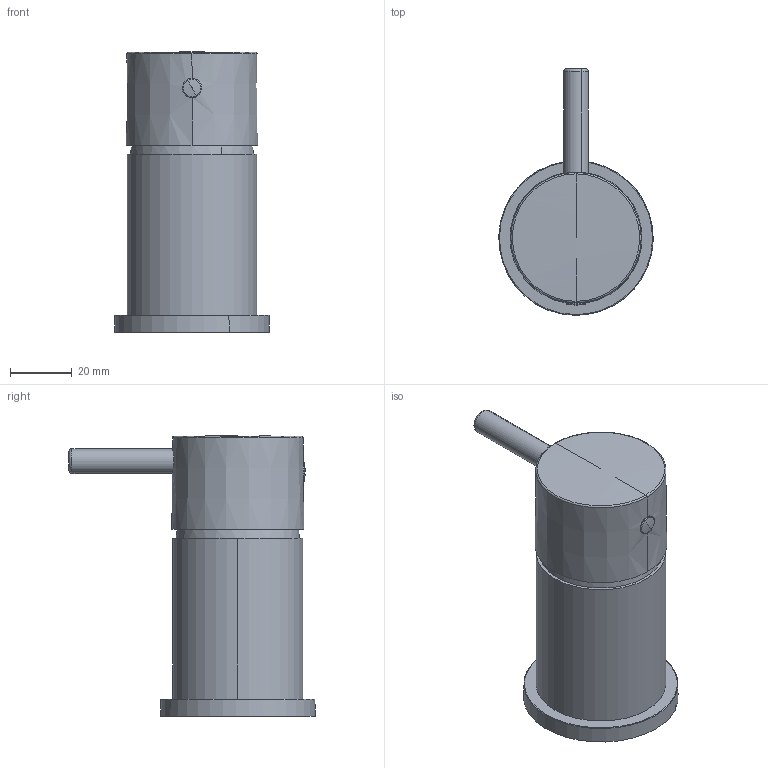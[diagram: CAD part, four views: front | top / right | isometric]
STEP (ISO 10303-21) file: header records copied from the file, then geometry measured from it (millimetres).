
FILE_DESCRIPTION(('CATIA V5 STEP Exchange','CAx-IF Rec.Pracs.--- Model Styling and Organization---1.5--- 2016-08-15','CAx-IF Rec.Pracs.---Supplemental Geometry---1.0---2011-11-01','CAx-IF Rec.Pracs.--- Composite Materials ---3.4---2017-06-13','CAx-IF Rec.Pracs.---Tessellated 3D Geometry---1.0---2015-12-17'),'2;1');
FILE_NAME('LN00065 0.stp','2023-03-28T14:15:02+00:00',('none'),('none'),'CATIA Version 5-6 Release 2020 SP2','CATIA V5 STEP AP242 v2','none');
FILE_SCHEMA(('AP242_MANAGED_MODEL_BASED_3D_ENGINEERING_MIM_LF {1 0 10303 442 1 1 4}'));
Length unit declared in the file: millimetre
Products named in the file (1): LN00065 0
Bounding box: 49.99 x 79.65 x 90.69 mm (x, y, z)
Volume: 96313.1 mm3; surface area: 30542.4 mm2
Topology: 6 solids, 6 shells, 241 faces, 548 edges, 309 vertices
Faces by surface type: bspline 50, cylinder 47, plane 46, torus 43, cone 41, sphere 14
Entity records: 10963 total; most frequent: CARTESIAN_POINT 6323, ORIENTED_EDGE 1062, DIRECTION 663, EDGE_CURVE 531, AXIS2_PLACEMENT_3D 376, VERTEX_POINT 309, EDGE_LOOP 256, ADVANCED_FACE 241
